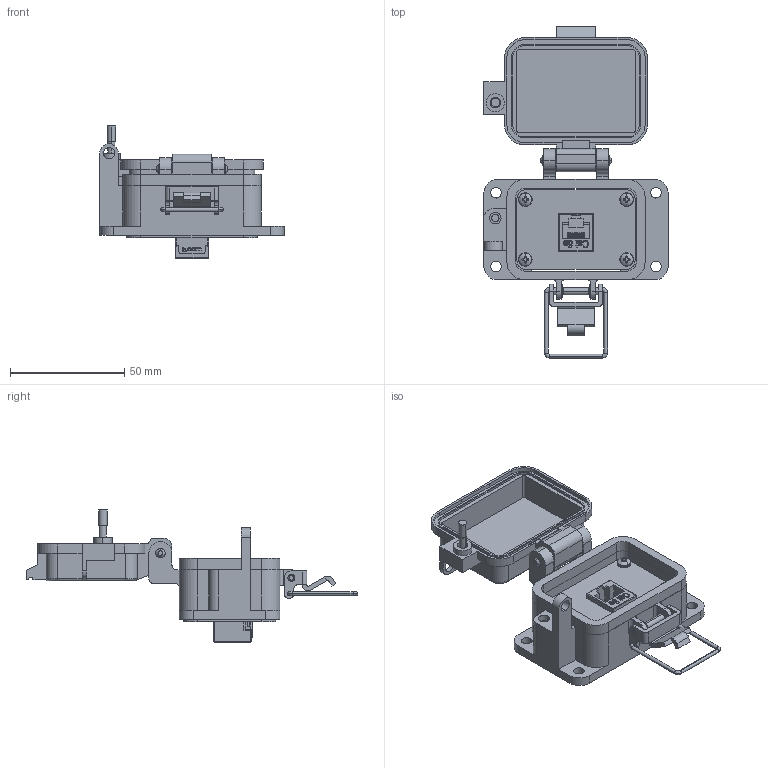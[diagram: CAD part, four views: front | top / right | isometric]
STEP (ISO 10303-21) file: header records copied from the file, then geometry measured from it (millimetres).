
FILE_DESCRIPTION (( 'STEP AP214' ), '1' );
FILE_NAME ('P-R33-B3RX_3D.STEP', '2017-09-06T13:51:24', ( '' ), ( '' ), 'SwSTEP 2.0', 'SolidWorks 2017', '' );
FILE_SCHEMA (( 'AUTOMOTIVE_DESIGN' ));
Length unit declared in the file: millimetre
Products named in the file (9): Z-300-RJ45C5SH; P-R33-B3RX_FP; 90272A106_ZINC-PLTD STL PAN HEAD PHILLIPS MACHINE SCREW_90272A106; P-R33-B3RX_TP; P-R33-B3RX_BP; P-R33-B3RX_3D; 92005A124_METRIC PAN HEAD PHILLIPS MACHINE SCREW_92005A124; Z-H-B3; R33
Assembly tree (13 placements, depth 3):
  P-R33-B3RX_3D
    P-R33-B3RX_BP
    P-R33-B3RX_TP
    90272A106_ZINC-PLTD STL PAN HEAD PHILLIPS MACHINE SCREW_90272A106  x3
    P-R33-B3RX_FP
    R33
      Z-300-RJ45C5SH
    Z-H-B3
    92005A124_METRIC PAN HEAD PHILLIPS MACHINE SCREW_92005A124  x4
Bounding box: 80.57 x 145.03 x 57.71 mm (x, y, z)
Volume: 61265.2 mm3; surface area: 50569 mm2
Topology: 21 solids, 21 shells, 2082 faces, 5879 edges, 3881 vertices
Faces by surface type: cylinder 1053, plane 670, bspline 246, cone 71, torus 28, sphere 14
Entity records: 57149 total; most frequent: CARTESIAN_POINT 20619, ORIENTED_EDGE 7410, DIRECTION 5729, EDGE_CURVE 3705, VERTEX_POINT 2448, VECTOR 2127, LINE 2127, AXIS2_PLACEMENT_3D 1801
